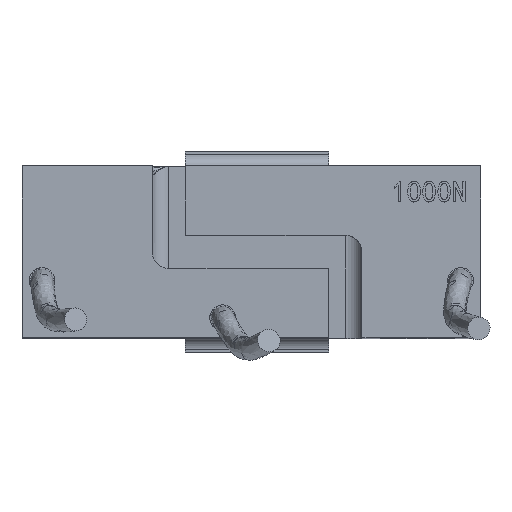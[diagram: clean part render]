
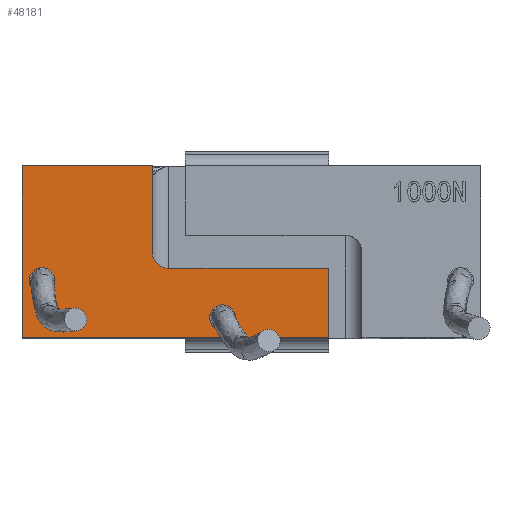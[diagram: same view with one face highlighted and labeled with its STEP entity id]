
A CAD part, top view. The second image highlights one B-rep face of the part: STEP entity #48181.
In plain terms, the highlighted planar face has unit normal (0, 0, 1).
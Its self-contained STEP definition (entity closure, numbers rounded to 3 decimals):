
#45 = VERTEX_POINT ( 'NONE', #17786 ) ;
#226 = CARTESIAN_POINT ( 'NONE',  ( -17.3, 30., 40. ) ) ;
#493 = CARTESIAN_POINT ( 'NONE',  ( -14.4, 15., 40. ) ) ;
#4411 = CARTESIAN_POINT ( 'NONE',  ( -14.4, 12.1, 40. ) ) ;
#4855 = FACE_BOUND ( 'NONE', #39049, .T. ) ;
#4936 = ORIENTED_EDGE ( 'NONE', *, *, #42043, .F. ) ;
#8031 = VECTOR ( 'NONE', #50168, 1000. ) ;
#8288 = EDGE_CURVE ( 'NONE', #46001, #36686, #45163, .T. ) ;
#8515 = CARTESIAN_POINT ( 'NONE',  ( -40., 30., 40. ) ) ;
#9197 = VERTEX_POINT ( 'NONE', #8515 ) ;
#9621 = VERTEX_POINT ( 'NONE', #226 ) ;
#9994 = LINE ( 'NONE', #28031, #43006 ) ;
#10570 = CARTESIAN_POINT ( 'NONE',  ( 13.5, 0., 40. ) ) ;
#10657 = CARTESIAN_POINT ( 'NONE',  ( -40., 0., 40. ) ) ;
#10977 = CARTESIAN_POINT ( 'NONE',  ( -40., 30., 40. ) ) ;
#11143 = DIRECTION ( 'NONE',  ( -1., 0., 0. ) ) ;
#12644 = CIRCLE ( 'NONE', #54166, 2.25 ) ;
#12977 = CARTESIAN_POINT ( 'NONE',  ( -40., 0., 40. ) ) ;
#13243 = LINE ( 'NONE', #17098, #55131 ) ;
#13429 = FACE_OUTER_BOUND ( 'NONE', #15249, .T. ) ;
#13620 = LINE ( 'NONE', #54116, #38308 ) ;
#14619 = VECTOR ( 'NONE', #56482, 1000. ) ;
#14792 = LINE ( 'NONE', #10657, #14619 ) ;
#14981 = ORIENTED_EDGE ( 'NONE', *, *, #51323, .T. ) ;
#15055 = ORIENTED_EDGE ( 'NONE', *, *, #18863, .F. ) ;
#15249 = EDGE_LOOP ( 'NONE', ( #14981, #16871, #42342, #47196, #42305, #15055, #44651 ) ) ;
#16871 = ORIENTED_EDGE ( 'NONE', *, *, #55301, .F. ) ;
#17098 = CARTESIAN_POINT ( 'NONE',  ( -17.3, 30., 40. ) ) ;
#17499 = VERTEX_POINT ( 'NONE', #31371 ) ;
#17574 = DIRECTION ( 'NONE',  ( 0., 0., -1. ) ) ;
#17786 = CARTESIAN_POINT ( 'NONE',  ( -34.25, 10., 40. ) ) ;
#18539 = CARTESIAN_POINT ( 'NONE',  ( -17.3, 12.1, 40. ) ) ;
#18863 = EDGE_CURVE ( 'NONE', #9197, #9621, #13620, .T. ) ;
#19605 = CARTESIAN_POINT ( 'NONE',  ( 13.5, 12.1, 40. ) ) ;
#23813 = VERTEX_POINT ( 'NONE', #10570 ) ;
#24163 = VECTOR ( 'NONE', #51177, 1000. ) ;
#28031 = CARTESIAN_POINT ( 'NONE',  ( 13.5, 12.1, 40. ) ) ;
#28877 = DIRECTION ( 'NONE',  ( 0., 0., -1. ) ) ;
#29884 = VERTEX_POINT ( 'NONE', #36952 ) ;
#30404 = DIRECTION ( 'NONE',  ( 0., -1., 0. ) ) ;
#30879 = CARTESIAN_POINT ( 'NONE',  ( -40., 30., 40. ) ) ;
#31371 = CARTESIAN_POINT ( 'NONE',  ( -2.75, 3.5, 40. ) ) ;
#31619 = CIRCLE ( 'NONE', #56215, 2.25 ) ;
#33420 = EDGE_LOOP ( 'NONE', ( #46752 ) ) ;
#35460 = AXIS2_PLACEMENT_3D ( 'NONE', #30879, #17574, #40909 ) ;
#36444 = DIRECTION ( 'NONE',  ( 0., 0., 1. ) ) ;
#36686 = VERTEX_POINT ( 'NONE', #19605 ) ;
#36952 = CARTESIAN_POINT ( 'NONE',  ( -17.3, 15., 40. ) ) ;
#38308 = VECTOR ( 'NONE', #49692, 1000. ) ;
#38744 = LINE ( 'NONE', #10977, #24163 ) ;
#39049 = EDGE_LOOP ( 'NONE', ( #4936 ) ) ;
#40881 = EDGE_CURVE ( 'NONE', #9621, #29884, #13243, .T. ) ;
#40909 = DIRECTION ( 'NONE',  ( -1., 0., 0. ) ) ;
#42043 = EDGE_CURVE ( 'NONE', #17499, #17499, #12644, .T. ) ;
#42305 = ORIENTED_EDGE ( 'NONE', *, *, #40881, .F. ) ;
#42342 = ORIENTED_EDGE ( 'NONE', *, *, #8288, .F. ) ;
#43006 = VECTOR ( 'NONE', #56118, 1000. ) ;
#44165 = CARTESIAN_POINT ( 'NONE',  ( -5., 3.5, 40. ) ) ;
#44651 = ORIENTED_EDGE ( 'NONE', *, *, #50639, .T. ) ;
#44929 = AXIS2_PLACEMENT_3D ( 'NONE', #493, #28877, #11143 ) ;
#45163 = LINE ( 'NONE', #18539, #8031 ) ;
#46001 = VERTEX_POINT ( 'NONE', #4411 ) ;
#46752 = ORIENTED_EDGE ( 'NONE', *, *, #55273, .F. ) ;
#47196 = ORIENTED_EDGE ( 'NONE', *, *, #58141, .T. ) ;
#48181 = ADVANCED_FACE ( 'NONE', ( #53930, #4855, #13429 ), #49209, .F. ) ;
#49209 = PLANE ( 'NONE',  #35460 ) ;
#49692 = DIRECTION ( 'NONE',  ( 1., 0., 0. ) ) ;
#50168 = DIRECTION ( 'NONE',  ( 1., 0., 0. ) ) ;
#50199 = CARTESIAN_POINT ( 'NONE',  ( -36.5, 10., 40. ) ) ;
#50495 = DIRECTION ( 'NONE',  ( 1., 0., 0. ) ) ;
#50639 = EDGE_CURVE ( 'NONE', #9197, #53499, #38744, .T. ) ;
#51092 = DIRECTION ( 'NONE',  ( 0., 0., 1. ) ) ;
#51177 = DIRECTION ( 'NONE',  ( 0., -1., 0. ) ) ;
#51323 = EDGE_CURVE ( 'NONE', #53499, #23813, #14792, .T. ) ;
#53404 = CIRCLE ( 'NONE', #44929, 2.9 ) ;
#53499 = VERTEX_POINT ( 'NONE', #12977 ) ;
#53930 = FACE_BOUND ( 'NONE', #33420, .T. ) ;
#54116 = CARTESIAN_POINT ( 'NONE',  ( -40., 30., 40. ) ) ;
#54166 = AXIS2_PLACEMENT_3D ( 'NONE', #44165, #36444, #57749 ) ;
#55131 = VECTOR ( 'NONE', #30404, 1000. ) ;
#55273 = EDGE_CURVE ( 'NONE', #45, #45, #31619, .T. ) ;
#55301 = EDGE_CURVE ( 'NONE', #36686, #23813, #9994, .T. ) ;
#56118 = DIRECTION ( 'NONE',  ( 0., -1., 0. ) ) ;
#56215 = AXIS2_PLACEMENT_3D ( 'NONE', #50199, #51092, #50495 ) ;
#56482 = DIRECTION ( 'NONE',  ( 1., 0., 0. ) ) ;
#57749 = DIRECTION ( 'NONE',  ( 1., 0., 0. ) ) ;
#58141 = EDGE_CURVE ( 'NONE', #46001, #29884, #53404, .T. ) ;
